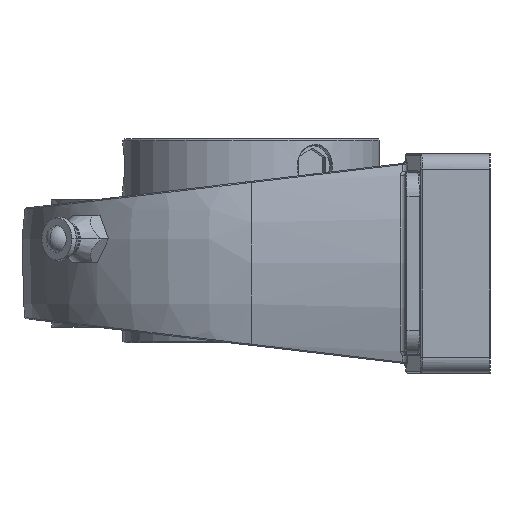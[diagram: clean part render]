
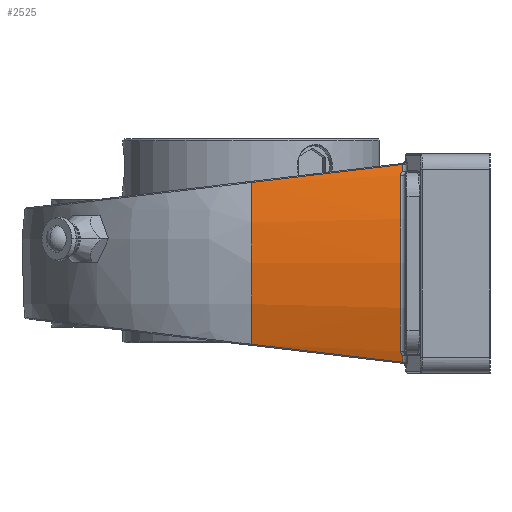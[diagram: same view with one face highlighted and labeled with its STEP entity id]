
A CAD part, left-side view. The second image highlights one B-rep face of the part: STEP entity #2525.
In plain terms, the highlighted cylindrical face has radius 96.8 mm (diameter 193.6 mm), a partial arc.
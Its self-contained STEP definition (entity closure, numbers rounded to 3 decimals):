
#2038 = ORIENTED_EDGE ( 'NONE', *, *, #2513, .T. ) ;
#2499 = EDGE_CURVE ( 'NONE', #2538, #2504, #8290, .T. ) ;
#2500 = VERTEX_POINT ( 'NONE', #8244 ) ;
#2502 = VERTEX_POINT ( 'NONE', #8287 ) ;
#2503 = VERTEX_POINT ( 'NONE', #8274 ) ;
#2504 = VERTEX_POINT ( 'NONE', #8270 ) ;
#2505 = ORIENTED_EDGE ( 'NONE', *, *, #2507, .T. ) ;
#2506 = ORIENTED_EDGE ( 'NONE', *, *, #2511, .T. ) ;
#2507 = EDGE_CURVE ( 'NONE', #2502, #2500, #8267, .T. ) ;
#2511 = EDGE_CURVE ( 'NONE', #2504, #2502, #8268, .T. ) ;
#2513 = EDGE_CURVE ( 'NONE', #2503, #2533, #8286, .T. ) ;
#2514 = ORIENTED_EDGE ( 'NONE', *, *, #2515, .T. ) ;
#2515 = EDGE_CURVE ( 'NONE', #2500, #2521, #8298, .T. ) ;
#2518 = ORIENTED_EDGE ( 'NONE', *, *, #2519, .T. ) ;
#2519 = EDGE_CURVE ( 'NONE', #2521, #2503, #8329, .T. ) ;
#2521 = VERTEX_POINT ( 'NONE', #8297 ) ;
#2522 = ORIENTED_EDGE ( 'NONE', *, *, #2499, .T. ) ;
#2524 = EDGE_CURVE ( 'NONE', #2533, #2537, #8323, .T. ) ;
#2525 = ADVANCED_FACE ( 'NONE', ( #8324 ), #8322, .T. ) ;
#2526 = ORIENTED_EDGE ( 'NONE', *, *, #2528, .T. ) ;
#2527 = ORIENTED_EDGE ( 'NONE', *, *, #2524, .T. ) ;
#2528 = EDGE_CURVE ( 'NONE', #2537, #2538, #8343, .T. ) ;
#2530 = EDGE_LOOP ( 'NONE', ( #2527, #2526, #2522, #2506, #2505, #2514, #2518, #2038 ) ) ;
#2533 = VERTEX_POINT ( 'NONE', #8317 ) ;
#2537 = VERTEX_POINT ( 'NONE', #8316 ) ;
#2538 = VERTEX_POINT ( 'NONE', #8337 ) ;
#8244 = CARTESIAN_POINT ( 'NONE',  ( -69.19, 27.852, 29.516 ) ) ;
#8264 = CARTESIAN_POINT ( 'NONE',  ( -69.56, 28.486, 28.336 ) ) ;
#8265 = CARTESIAN_POINT ( 'NONE',  ( -69.601, 28.5, 28.202 ) ) ;
#8266 = CARTESIAN_POINT ( 'NONE',  ( -69.642, 28.5, 28.065 ) ) ;
#8267 = B_SPLINE_CURVE_WITH_KNOTS ( 'NONE', 3,
 ( #8266, #8265, #8264, #8312, #8311, #8310, #8309, #8308, #8307, #8306 ),
 .UNSPECIFIED., .F., .F.,
 ( 4, 2, 2, 2, 4 ),
 ( 0., 0., 0.001, 0.001, 0.002 ),
 .UNSPECIFIED. ) ;
#8268 = CIRCLE ( 'NONE', #8269, 96.8 ) ;
#8269 = AXIS2_PLACEMENT_3D ( 'NONE', #8305, #8304, #8303 ) ;
#8270 = CARTESIAN_POINT ( 'NONE',  ( -69.642, 28.5, -28.065 ) ) ;
#8274 = CARTESIAN_POINT ( 'NONE',  ( -70.297, 76.2, 25.807 ) ) ;
#8275 = CARTESIAN_POINT ( 'NONE',  ( -69.642, 28.5, -28.065 ) ) ;
#8276 = CARTESIAN_POINT ( 'NONE',  ( -69.601, 28.5, -28.202 ) ) ;
#8277 = CARTESIAN_POINT ( 'NONE',  ( -69.56, 28.486, -28.336 ) ) ;
#8278 = CARTESIAN_POINT ( 'NONE',  ( -69.479, 28.43, -28.6 ) ) ;
#8279 = CARTESIAN_POINT ( 'NONE',  ( -69.438, 28.387, -28.731 ) ) ;
#8280 = CARTESIAN_POINT ( 'NONE',  ( -69.36, 28.277, -28.979 ) ) ;
#8281 = CARTESIAN_POINT ( 'NONE',  ( -69.323, 28.209, -29.097 ) ) ;
#8282 = CARTESIAN_POINT ( 'NONE',  ( -69.253, 28.049, -29.319 ) ) ;
#8283 = CARTESIAN_POINT ( 'NONE',  ( -69.22, 27.956, -29.423 ) ) ;
#8284 = CARTESIAN_POINT ( 'NONE',  ( -69.19, 27.852, -29.516 ) ) ;
#8286 = CIRCLE ( 'NONE', #8288, 96.8 ) ;
#8287 = CARTESIAN_POINT ( 'NONE',  ( -69.642, 28.5, 28.065 ) ) ;
#8288 = AXIS2_PLACEMENT_3D ( 'NONE', #8313, #8315, #8299 ) ;
#8290 = B_SPLINE_CURVE_WITH_KNOTS ( 'NONE', 3,
 ( #8284, #8283, #8282, #8281, #8280, #8279, #8278, #8277, #8276, #8275 ),
 .UNSPECIFIED., .F., .F.,
 ( 4, 2, 2, 2, 4 ),
 ( 0., 0., 0.001, 0.001, 0.002 ),
 .UNSPECIFIED. ) ;
#8291 = AXIS2_PLACEMENT_3D ( 'NONE', #8330, #8300, #8345 ) ;
#8292 = CARTESIAN_POINT ( 'NONE',  ( -68.513, 27.9, 31.553 ) ) ;
#8293 = CARTESIAN_POINT ( 'NONE',  ( -68.746, 27.884, 30.877 ) ) ;
#8294 = CARTESIAN_POINT ( 'NONE',  ( -68.972, 27.868, 30.198 ) ) ;
#8295 = CARTESIAN_POINT ( 'NONE',  ( -69.19, 27.852, 29.516 ) ) ;
#8297 = CARTESIAN_POINT ( 'NONE',  ( -68.513, 27.9, 31.553 ) ) ;
#8298 =( BOUNDED_CURVE ( )  B_SPLINE_CURVE ( 3, ( #8295, #8294, #8293, #8292 ),
 .UNSPECIFIED., .F., .T. ) 
 B_SPLINE_CURVE_WITH_KNOTS ( ( 4, 4 ),
 ( 3.451, 3.474 ),
 .UNSPECIFIED. ) 
 CURVE ( )  GEOMETRIC_REPRESENTATION_ITEM ( )  RATIONAL_B_SPLINE_CURVE ( ( 1., 1., 1., 1. ) ) 
 REPRESENTATION_ITEM ( '' )  );
#8299 = DIRECTION ( 'NONE',  ( 0., 0., -1. ) ) ;
#8300 = DIRECTION ( 'NONE',  ( 0., 1., 0. ) ) ;
#8303 = DIRECTION ( 'NONE',  ( 0., 0., 1. ) ) ;
#8304 = DIRECTION ( 'NONE',  ( 0., 1., 0. ) ) ;
#8305 = CARTESIAN_POINT ( 'NONE',  ( 23., 28.5, 0. ) ) ;
#8306 = CARTESIAN_POINT ( 'NONE',  ( -69.19, 27.852, 29.516 ) ) ;
#8307 = CARTESIAN_POINT ( 'NONE',  ( -69.22, 27.956, 29.423 ) ) ;
#8308 = CARTESIAN_POINT ( 'NONE',  ( -69.253, 28.049, 29.319 ) ) ;
#8309 = CARTESIAN_POINT ( 'NONE',  ( -69.323, 28.209, 29.097 ) ) ;
#8310 = CARTESIAN_POINT ( 'NONE',  ( -69.36, 28.277, 28.979 ) ) ;
#8311 = CARTESIAN_POINT ( 'NONE',  ( -69.438, 28.387, 28.731 ) ) ;
#8312 = CARTESIAN_POINT ( 'NONE',  ( -69.479, 28.43, 28.6 ) ) ;
#8313 = CARTESIAN_POINT ( 'NONE',  ( 23., 76.2, 0. ) ) ;
#8315 = DIRECTION ( 'NONE',  ( 0., -1., 0. ) ) ;
#8316 = CARTESIAN_POINT ( 'NONE',  ( -68.513, 27.9, -31.553 ) ) ;
#8317 = CARTESIAN_POINT ( 'NONE',  ( -70.297, 76.2, -25.807 ) ) ;
#8318 = CARTESIAN_POINT ( 'NONE',  ( -68.513, 27.9, -31.553 ) ) ;
#8319 = CARTESIAN_POINT ( 'NONE',  ( -69.167, 43.842, -29.656 ) ) ;
#8320 = CARTESIAN_POINT ( 'NONE',  ( -69.762, 59.947, -27.74 ) ) ;
#8321 = CARTESIAN_POINT ( 'NONE',  ( -70.297, 76.2, -25.807 ) ) ;
#8322 = CYLINDRICAL_SURFACE ( 'NONE', #8291, 96.8 ) ;
#8323 =( BOUNDED_CURVE ( )  B_SPLINE_CURVE ( 3, ( #8321, #8320, #8319, #8318 ),
 .UNSPECIFIED., .F., .T. ) 
 B_SPLINE_CURVE_WITH_KNOTS ( ( 4, 4 ),
 ( 1.841, 1.903 ),
 .UNSPECIFIED. ) 
 CURVE ( )  GEOMETRIC_REPRESENTATION_ITEM ( )  RATIONAL_B_SPLINE_CURVE ( ( 1., 1., 1., 1. ) ) 
 REPRESENTATION_ITEM ( '' )  );
#8324 = FACE_OUTER_BOUND ( 'NONE', #2530, .T. ) ;
#8325 = CARTESIAN_POINT ( 'NONE',  ( -70.297, 76.2, 25.807 ) ) ;
#8326 = CARTESIAN_POINT ( 'NONE',  ( -69.762, 59.947, 27.74 ) ) ;
#8327 = CARTESIAN_POINT ( 'NONE',  ( -69.167, 43.842, 29.656 ) ) ;
#8328 = CARTESIAN_POINT ( 'NONE',  ( -68.513, 27.9, 31.553 ) ) ;
#8329 =( BOUNDED_CURVE ( )  B_SPLINE_CURVE ( 3, ( #8328, #8327, #8326, #8325 ),
 .UNSPECIFIED., .F., .F. ) 
 B_SPLINE_CURVE_WITH_KNOTS ( ( 4, 4 ),
 ( 4.38, 4.443 ),
 .UNSPECIFIED. ) 
 CURVE ( )  GEOMETRIC_REPRESENTATION_ITEM ( )  RATIONAL_B_SPLINE_CURVE ( ( 1., 1., 1., 1. ) ) 
 REPRESENTATION_ITEM ( '' )  );
#8330 = CARTESIAN_POINT ( 'NONE',  ( 23., -43.406, 0. ) ) ;
#8337 = CARTESIAN_POINT ( 'NONE',  ( -69.19, 27.852, -29.516 ) ) ;
#8338 = CARTESIAN_POINT ( 'NONE',  ( -69.19, 27.852, -29.516 ) ) ;
#8339 = CARTESIAN_POINT ( 'NONE',  ( -68.972, 27.868, -30.198 ) ) ;
#8340 = CARTESIAN_POINT ( 'NONE',  ( -68.746, 27.884, -30.877 ) ) ;
#8341 = CARTESIAN_POINT ( 'NONE',  ( -68.513, 27.9, -31.553 ) ) ;
#8343 =( BOUNDED_CURVE ( )  B_SPLINE_CURVE ( 3, ( #8341, #8340, #8339, #8338 ),
 .UNSPECIFIED., .F., .T. ) 
 B_SPLINE_CURVE_WITH_KNOTS ( ( 4, 4 ),
 ( 2.81, 2.832 ),
 .UNSPECIFIED. ) 
 CURVE ( )  GEOMETRIC_REPRESENTATION_ITEM ( )  RATIONAL_B_SPLINE_CURVE ( ( 1., 1., 1., 1. ) ) 
 REPRESENTATION_ITEM ( '' )  );
#8345 = DIRECTION ( 'NONE',  ( 0., 0., 1. ) ) ;
